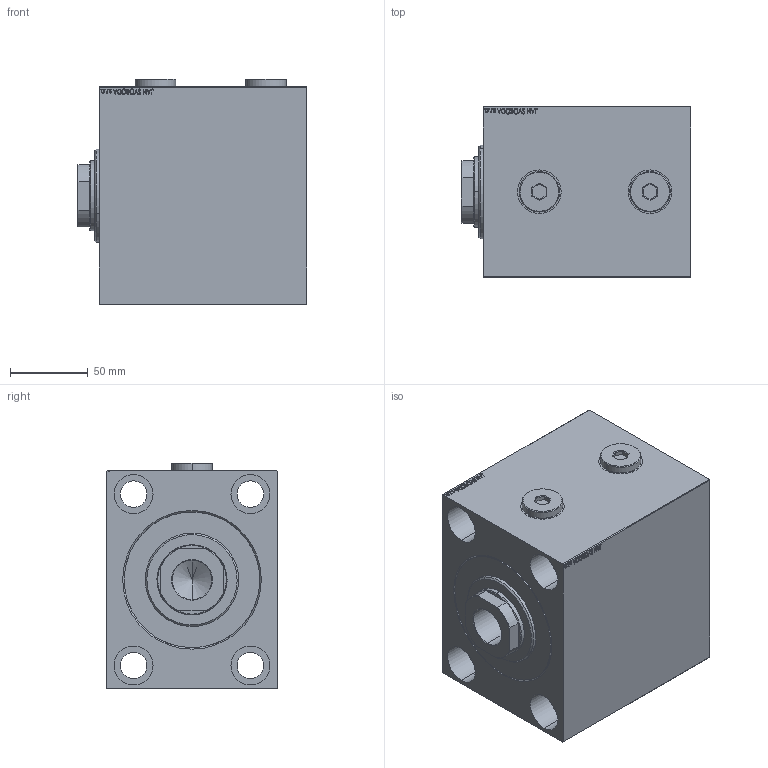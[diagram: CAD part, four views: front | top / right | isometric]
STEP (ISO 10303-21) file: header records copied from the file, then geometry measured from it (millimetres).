
FILE_DESCRIPTION (( 'STEP AP203' ), '1' );
FILE_NAME ('cc79.STEP', '2025-10-08T11:04:41', ( '' ), ( '' ), 'SwSTEP 2.0', 'SolidWorks 2019', '' );
FILE_SCHEMA (( 'CONFIG_CONTROL_DESIGN' ));
Length unit declared in the file: millimetre
Products named in the file (5): V450CM_C_Body 0b5f9876f99a29d2b15fc2205d8196f8; cc79; Zatka_OIL_PORT 0b5f9876f99a29d2b15fc2205d8196f8; V450CM_VC_B 0b5f9876f99a29d2b15fc2205d8196f8; V450CM_C_VCP 0b5f9876f99a29d2b15fc2205d8196f8
Assembly tree (5 placements, depth 2):
  cc79
    V450CM_C_Body 0b5f9876f99a29d2b15fc2205d8196f8
    V450CM_C_VCP 0b5f9876f99a29d2b15fc2205d8196f8
    V450CM_VC_B 0b5f9876f99a29d2b15fc2205d8196f8
    Zatka_OIL_PORT 0b5f9876f99a29d2b15fc2205d8196f8  x2
Bounding box: 147 x 110 x 144.9 mm (x, y, z)
Volume: 1745500.3 mm3; surface area: 215069.6 mm2
Topology: 5 solids, 5 shells, 916 faces, 2328 edges, 1537 vertices
Faces by surface type: plane 442, bspline 380, cylinder 76, cone 18
Entity records: 45269 total; most frequent: CARTESIAN_POINT 25460, ORIENTED_EDGE 4572, DIRECTION 2718, EDGE_CURVE 2286, VERTEX_POINT 1513, VECTOR 1352, LINE 1352, EDGE_LOOP 1031
